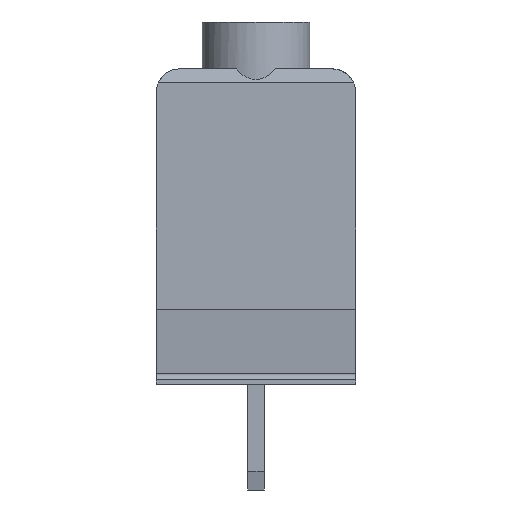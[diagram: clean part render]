
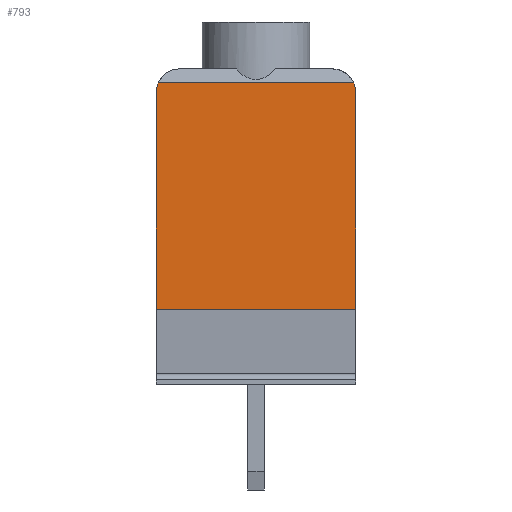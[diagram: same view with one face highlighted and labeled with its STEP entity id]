
A CAD part, left-side view. The second image highlights one B-rep face of the part: STEP entity #793.
In plain terms, the highlighted planar face has unit normal (-1, 0, 0).
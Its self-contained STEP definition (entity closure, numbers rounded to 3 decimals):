
#793 = ADVANCED_FACE( '', ( #1721 ), #1722, .T. );
#1721 = FACE_OUTER_BOUND( '', #2751, .T. );
#1722 = PLANE( '', #2752 );
#2751 = EDGE_LOOP( '', ( #5162, #5163, #5164, #5165, #5166, #5167 ) );
#2752 = AXIS2_PLACEMENT_3D( '', #5168, #5169, #5170 );
#5162 = ORIENTED_EDGE( '', *, *, #6765, .F. );
#5163 = ORIENTED_EDGE( '', *, *, #6103, .T. );
#5164 = ORIENTED_EDGE( '', *, *, #6297, .T. );
#5165 = ORIENTED_EDGE( '', *, *, #6924, .T. );
#5166 = ORIENTED_EDGE( '', *, *, #6407, .F. );
#5167 = ORIENTED_EDGE( '', *, *, #6498, .T. );
#5168 = CARTESIAN_POINT( '', ( -20., -4.25, -6.2 ) );
#5169 = DIRECTION( '', ( -1., 0., 0. ) );
#5170 = DIRECTION( '', ( 0., 0., 1. ) );
#6103 = EDGE_CURVE( '', #7337, #7335, #7338, .T. );
#6297 = EDGE_CURVE( '', #7335, #7674, #7676, .T. );
#6407 = EDGE_CURVE( '', #7856, #7858, #7859, .T. );
#6498 = EDGE_CURVE( '', #7856, #8000, #8002, .T. );
#6765 = EDGE_CURVE( '', #7337, #8000, #8380, .T. );
#6924 = EDGE_CURVE( '', #7674, #7858, #8572, .T. );
#7335 = VERTEX_POINT( '', #9080 );
#7337 = VERTEX_POINT( '', #9083 );
#7338 = LINE( '', #9084, #9085 );
#7674 = VERTEX_POINT( '', #9533 );
#7676 = LINE( '', #9536, #9537 );
#7856 = VERTEX_POINT( '', #9799 );
#7858 = VERTEX_POINT( '', #9802 );
#7859 = LINE( '', #9803, #9804 );
#8000 = VERTEX_POINT( '', #9996 );
#8002 = CIRCLE( '', #9999, 1. );
#8380 = LINE( '', #10541, #10542 );
#8572 = CIRCLE( '', #10818, 1. );
#9080 = CARTESIAN_POINT( '', ( -20., -4.25, -3. ) );
#9083 = CARTESIAN_POINT( '', ( -20., 4.25, -3. ) );
#9084 = CARTESIAN_POINT( '', ( -20., 39.684, -3. ) );
#9085 = VECTOR( '', #11213, 1000. );
#9533 = CARTESIAN_POINT( '', ( -20., -4.25, 6.25 ) );
#9536 = CARTESIAN_POINT( '', ( -20., -4.25, -6.2 ) );
#9537 = VECTOR( '', #11459, 1000. );
#9799 = CARTESIAN_POINT( '', ( -20., 4.167, 6.65 ) );
#9802 = CARTESIAN_POINT( '', ( -20., -4.167, 6.65 ) );
#9803 = CARTESIAN_POINT( '', ( -20., 4.25, 6.65 ) );
#9804 = VECTOR( '', #11588, 1000. );
#9996 = CARTESIAN_POINT( '', ( -20., 4.25, 6.25 ) );
#9999 = AXIS2_PLACEMENT_3D( '', #11704, #11705, #11706 );
#10541 = CARTESIAN_POINT( '', ( -20., 4.25, -6.2 ) );
#10542 = VECTOR( '', #11979, 1000. );
#10818 = AXIS2_PLACEMENT_3D( '', #12112, #12113, #12114 );
#11213 = DIRECTION( '', ( 0., -1., 0. ) );
#11459 = DIRECTION( '', ( 0., 0., 1. ) );
#11588 = DIRECTION( '', ( 0., -1., 0. ) );
#11704 = CARTESIAN_POINT( '', ( -20., 3.25, 6.25 ) );
#11705 = DIRECTION( '', ( -1., 0., 0. ) );
#11706 = DIRECTION( '', ( 0., 0., 1. ) );
#11979 = DIRECTION( '', ( 0., 0., 1. ) );
#12112 = CARTESIAN_POINT( '', ( -20., -3.25, 6.25 ) );
#12113 = DIRECTION( '', ( -1., 0., 0. ) );
#12114 = DIRECTION( '', ( 0., 0., 1. ) );
